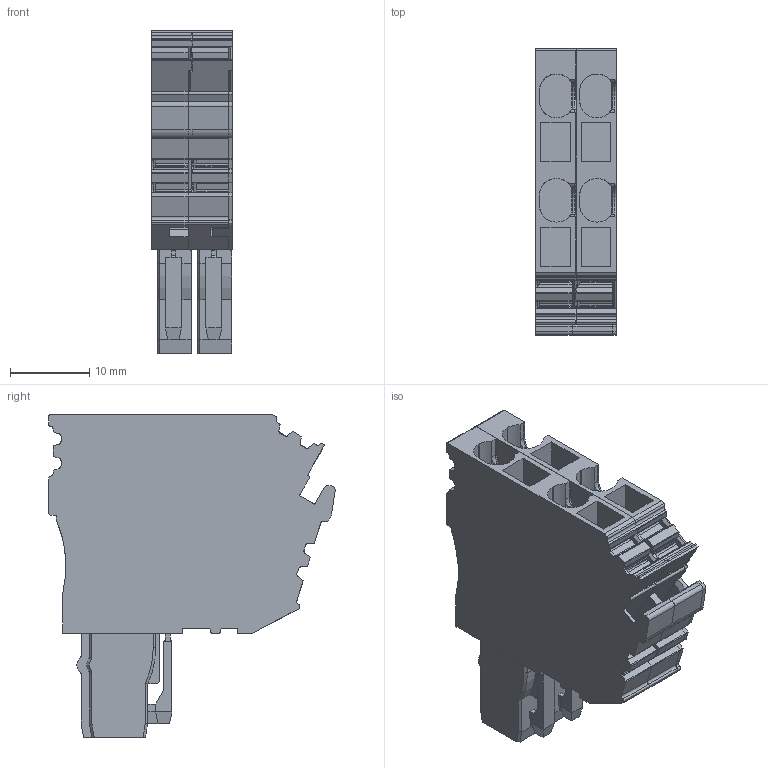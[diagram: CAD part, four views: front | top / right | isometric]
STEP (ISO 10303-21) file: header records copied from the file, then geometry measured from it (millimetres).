
FILE_DESCRIPTION(('CATIA V5 STEP Exchange','CAx-IF Rec.Pracs.--- Model Styling and Organization---1.5--- 2016-08-15','CAx-IF Rec.Pracs.---Supplemental Geometry---1.0---2011-11-01','CAx-IF Rec.Pracs.--- Composite Materials ---1.1---2010-07-15'),'2;1');
FILE_NAME ('333658_1', '2025-09-22T05:30:31+00:00', ('none'), ('Weidmueller'), 'CATIA Version 5-6 Release 2024 SP4', 'CATIA V5 STEP AP214 v3', 'none');
FILE_SCHEMA(('AUTOMOTIVE_DESIGN { 1 0 10303 214 1 1 1 1 }'));
Products named in the file (1): v5-standard_part
Bounding box: 10.2 x 36.18 x 40.75 mm (x, y, z)
Volume: 8090.4 mm3; surface area: 8946.2 mm2
Topology: 3 solids, 3 shells, 1689 faces, 4635 edges, 3017 vertices
Faces by surface type: plane 766, cylinder 491, cone 266, torus 146, extrusion 20
Entity records: 51401 total; most frequent: CARTESIAN_POINT 10809, ORIENTED_EDGE 9270, DIRECTION 6874, EDGE_CURVE 4635, VERTEX_POINT 3017, VECTOR 2850, LINE 2830, AXIS2_PLACEMENT_3D 2755
